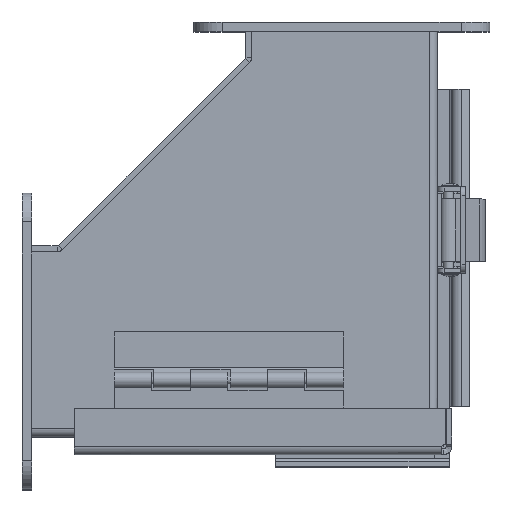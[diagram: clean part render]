
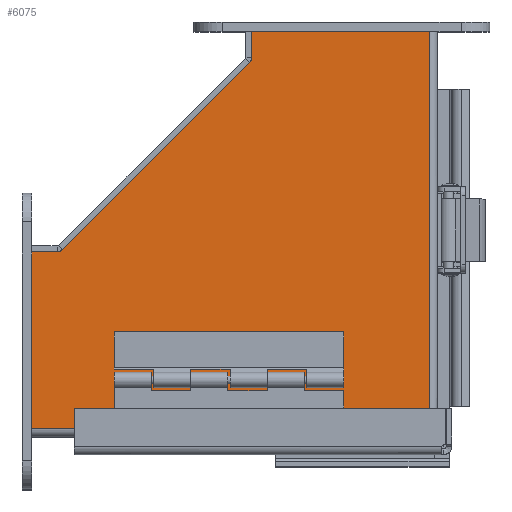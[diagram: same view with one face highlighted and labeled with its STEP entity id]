
A CAD part, top view. The second image highlights one B-rep face of the part: STEP entity #6075.
In plain terms, the highlighted face is planar.
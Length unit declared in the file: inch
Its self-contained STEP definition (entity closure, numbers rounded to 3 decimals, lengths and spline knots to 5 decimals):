
#535=PLANE('',#6548);
#922=LINE('',#9611,#1519);
#943=LINE('',#9745,#1540);
#958=LINE('',#9836,#1555);
#966=LINE('',#9853,#1563);
#968=LINE('',#9857,#1565);
#969=LINE('',#9859,#1566);
#970=LINE('',#9860,#1567);
#1519=VECTOR('',#7582,5.32075);
#1540=VECTOR('',#7631,5.32075);
#1555=VECTOR('',#7676,2.32075);
#1563=VECTOR('',#7694,2.32075);
#1565=VECTOR('',#7698,0.5);
#1566=VECTOR('',#7699,3.53553);
#1567=VECTOR('',#7700,0.5);
#2099=FACE_OUTER_BOUND('',#2488,.T.);
#2488=EDGE_LOOP('',(#5063,#5064,#5065,#5066,#5067,#5068,#5069));
#3114=VERTEX_POINT('',#9530);
#3131=VERTEX_POINT('',#9609);
#3141=VERTEX_POINT('',#9744);
#3146=VERTEX_POINT('',#9834);
#3150=VERTEX_POINT('',#9852);
#3151=VERTEX_POINT('',#9856);
#3152=VERTEX_POINT('',#9858);
#3760=EDGE_CURVE('',#3114,#3131,#922,.T.);
#3788=EDGE_CURVE('',#3141,#3114,#943,.T.);
#3807=EDGE_CURVE('',#3131,#3146,#958,.T.);
#3815=EDGE_CURVE('',#3150,#3141,#966,.T.);
#3817=EDGE_CURVE('',#3146,#3151,#968,.T.);
#3818=EDGE_CURVE('',#3151,#3152,#969,.T.);
#3819=EDGE_CURVE('',#3152,#3150,#970,.T.);
#5063=ORIENTED_EDGE('',*,*,#3760,.T.);
#5064=ORIENTED_EDGE('',*,*,#3807,.T.);
#5065=ORIENTED_EDGE('',*,*,#3817,.T.);
#5066=ORIENTED_EDGE('',*,*,#3818,.T.);
#5067=ORIENTED_EDGE('',*,*,#3819,.T.);
#5068=ORIENTED_EDGE('',*,*,#3815,.T.);
#5069=ORIENTED_EDGE('',*,*,#3788,.T.);
#6075=ADVANCED_FACE('',(#2099),#535,.F.);
#6548=AXIS2_PLACEMENT_3D('',#9855,#7696,#7697);
#7582=DIRECTION('',(1.,0.,0.));
#7631=DIRECTION('',(0.,1.,0.));
#7676=DIRECTION('',(0.,-1.,0.));
#7694=DIRECTION('',(-1.,0.,0.));
#7696=DIRECTION('center_axis',(0.,0.,1.));
#7697=DIRECTION('ref_axis',(1.,0.,0.));
#7698=DIRECTION('',(-1.,0.,0.));
#7699=DIRECTION('',(-0.707,-0.707,0.));
#7700=DIRECTION('',(0.,-1.,0.));
#9530=CARTESIAN_POINT('',(-4.8487,4.96741,0.));
#9609=CARTESIAN_POINT('',(0.47205,4.96741,0.));
#9611=CARTESIAN_POINT('',(-3.7248,4.96741,0.));
#9744=CARTESIAN_POINT('',(-4.8487,-0.35334,0.));
#9745=CARTESIAN_POINT('',(-4.8487,1.18313,0.));
#9834=CARTESIAN_POINT('',(0.47205,2.64666,0.));
#9836=CARTESIAN_POINT('',(0.47205,5.07266,0.));
#9852=CARTESIAN_POINT('',(-2.52795,-0.35334,0.));
#9853=CARTESIAN_POINT('',(-2.52795,-0.35334,0.));
#9855=CARTESIAN_POINT('Origin',(-2.6009,2.71961,0.));
#9856=CARTESIAN_POINT('',(-0.02795,2.64666,0.));
#9857=CARTESIAN_POINT('',(0.47205,2.64666,0.));
#9858=CARTESIAN_POINT('',(-2.52795,0.14666,0.));
#9859=CARTESIAN_POINT('',(-0.02795,2.64666,0.));
#9860=CARTESIAN_POINT('',(-2.52795,0.14666,0.));
